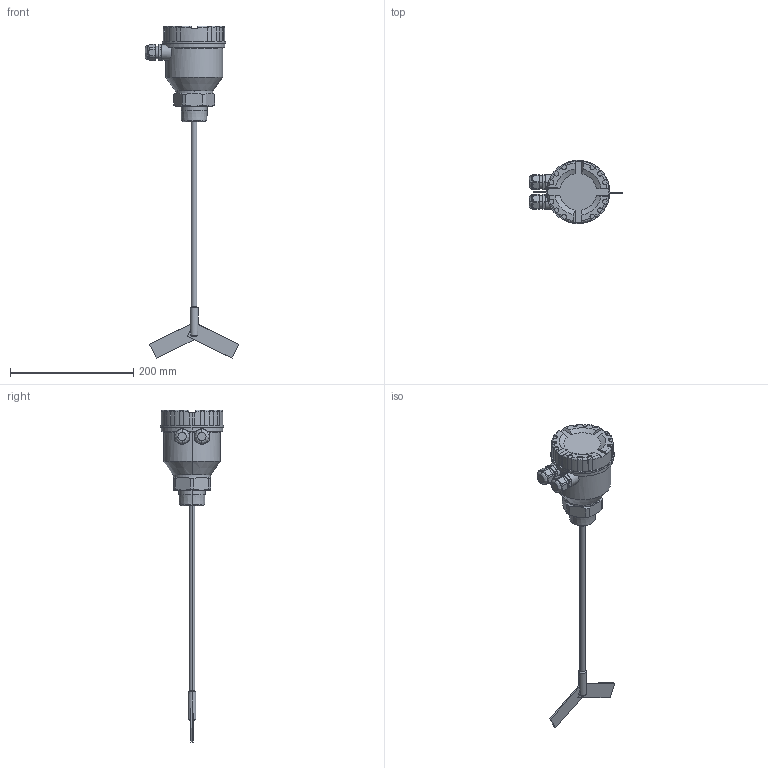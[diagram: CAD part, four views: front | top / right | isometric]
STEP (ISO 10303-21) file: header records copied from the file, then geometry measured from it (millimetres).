
FILE_DESCRIPTION (( 'STEP AP214' ), '1' );
FILE_NAME ('300mm Shaft NC.STEP', '2021-05-12T11:37:40', ( '' ), ( '' ), 'SwSTEP 2.0', 'SolidWorks 2017', '' );
FILE_SCHEMA (( 'AUTOMOTIVE_DESIGN' ));
Length unit declared in the file: inch
Products named in the file (1): 300mm Shaft NC
Bounding box: 152 x 103 x 538.31 mm (x, y, z)
Volume: 851962.3 mm3; surface area: 77664.6 mm2
Topology: 1 solids, 1 shells, 279 faces, 754 edges, 490 vertices
Faces by surface type: cylinder 112, plane 112, cone 35, bspline 20
Entity records: 9881 total; most frequent: CARTESIAN_POINT 2920, ORIENTED_EDGE 1508, DIRECTION 1423, EDGE_CURVE 754, AXIS2_PLACEMENT_3D 529, VERTEX_POINT 490, LINE 365, VECTOR 365
